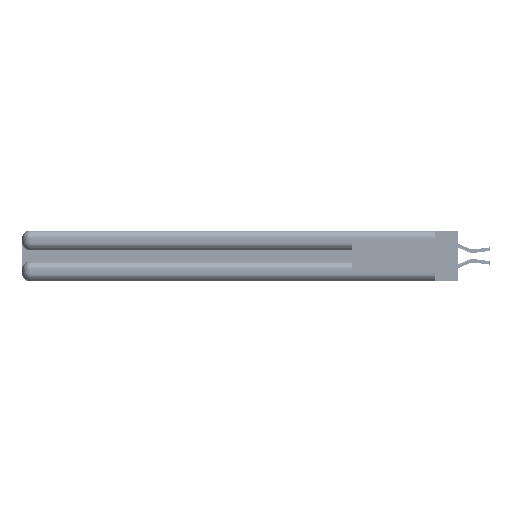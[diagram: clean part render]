
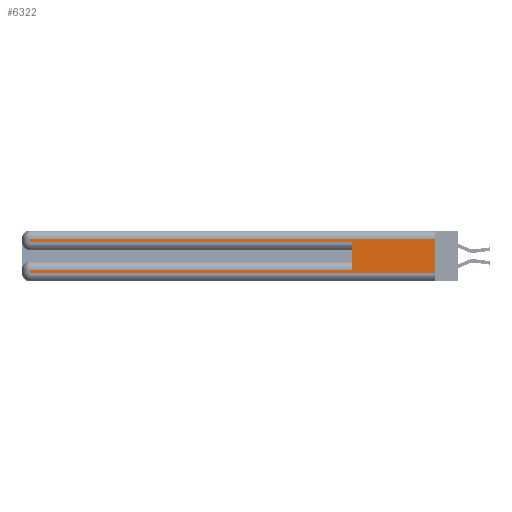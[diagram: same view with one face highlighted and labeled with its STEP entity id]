
A CAD part, left-side view. The second image highlights one B-rep face of the part: STEP entity #6322.
In plain terms, the highlighted planar face has unit normal (-1, 0, 0).
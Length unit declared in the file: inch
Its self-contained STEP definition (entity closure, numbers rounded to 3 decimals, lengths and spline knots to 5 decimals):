
#73 = VERTEX_POINT ( 'NONE', #19600 ) ;
#868 = EDGE_CURVE ( 'NONE', #38525, #7209, #21391, .T. ) ;
#1085 = CARTESIAN_POINT ( 'NONE',  ( 0., 2.94, 0.085 ) ) ;
#1291 = ORIENTED_EDGE ( 'NONE', *, *, #868, .T. ) ;
#1676 = EDGE_CURVE ( 'NONE', #32898, #11587, #42365, .T. ) ;
#2209 = VECTOR ( 'NONE', #36913, 39.37008 ) ;
#3170 = CARTESIAN_POINT ( 'NONE',  ( 0., 0., 0.31 ) ) ;
#4705 = CARTESIAN_POINT ( 'NONE',  ( 0., 2.94, 0.37 ) ) ;
#6322 = ADVANCED_FACE ( 'NONE', ( #35005 ), #9249, .F. ) ;
#7150 = ORIENTED_EDGE ( 'NONE', *, *, #32339, .T. ) ;
#7209 = VERTEX_POINT ( 'NONE', #37725 ) ;
#8008 = CARTESIAN_POINT ( 'NONE',  ( 0., 2.94, 0.31 ) ) ;
#8086 = LINE ( 'NONE', #13698, #25043 ) ;
#8380 = LINE ( 'NONE', #4705, #26377 ) ;
#9249 = PLANE ( 'NONE',  #19286 ) ;
#9871 = CARTESIAN_POINT ( 'NONE',  ( 0., 0., 0.06 ) ) ;
#10172 = LINE ( 'NONE', #11785, #27093 ) ;
#10904 = LINE ( 'NONE', #14665, #37887 ) ;
#10926 = ORIENTED_EDGE ( 'NONE', *, *, #36951, .T. ) ;
#11587 = VERTEX_POINT ( 'NONE', #16004 ) ;
#11785 = CARTESIAN_POINT ( 'NONE',  ( 0., 0., 0.085 ) ) ;
#12674 = CARTESIAN_POINT ( 'NONE',  ( 0., 0., 0.37 ) ) ;
#13028 = EDGE_CURVE ( 'NONE', #14595, #23886, #22725, .T. ) ;
#13698 = CARTESIAN_POINT ( 'NONE',  ( 0., 0., 0.285 ) ) ;
#13910 = CARTESIAN_POINT ( 'NONE',  ( 0., 2.94, 0.06 ) ) ;
#14595 = VERTEX_POINT ( 'NONE', #42315 ) ;
#14665 = CARTESIAN_POINT ( 'NONE',  ( 0., 2.94, 0.37 ) ) ;
#15217 = DIRECTION ( 'NONE',  ( 0., 1., 0. ) ) ;
#15589 = CARTESIAN_POINT ( 'NONE',  ( 0., 0.6, 0.145 ) ) ;
#16004 = CARTESIAN_POINT ( 'NONE',  ( 0., 0.6, 0.285 ) ) ;
#16095 = DIRECTION ( 'NONE',  ( 0., 0., -1. ) ) ;
#16657 = VECTOR ( 'NONE', #36508, 39.37008 ) ;
#16786 = ORIENTED_EDGE ( 'NONE', *, *, #1676, .F. ) ;
#17794 = EDGE_CURVE ( 'NONE', #14595, #7209, #25617, .T. ) ;
#19011 = DIRECTION ( 'NONE',  ( 0., 0., 1. ) ) ;
#19286 = AXIS2_PLACEMENT_3D ( 'NONE', #12674, #36301, #16095 ) ;
#19600 = CARTESIAN_POINT ( 'NONE',  ( 0., 2.94, 0.285 ) ) ;
#21070 = EDGE_CURVE ( 'NONE', #23886, #73, #8380, .T. ) ;
#21391 = LINE ( 'NONE', #9871, #2209 ) ;
#22539 = EDGE_CURVE ( 'NONE', #40399, #38525, #10904, .T. ) ;
#22725 = LINE ( 'NONE', #3170, #38571 ) ;
#23100 = ORIENTED_EDGE ( 'NONE', *, *, #22539, .T. ) ;
#23539 = DIRECTION ( 'NONE',  ( 0., 1., 0. ) ) ;
#23886 = VERTEX_POINT ( 'NONE', #8008 ) ;
#24444 = VECTOR ( 'NONE', #19011, 39.37008 ) ;
#24912 = ORIENTED_EDGE ( 'NONE', *, *, #17794, .F. ) ;
#25043 = VECTOR ( 'NONE', #40671, 39.37008 ) ;
#25617 = LINE ( 'NONE', #26314, #16657 ) ;
#26314 = CARTESIAN_POINT ( 'NONE',  ( 0., 0., 0.37 ) ) ;
#26377 = VECTOR ( 'NONE', #31815, 39.37008 ) ;
#27093 = VECTOR ( 'NONE', #15217, 39.37008 ) ;
#31815 = DIRECTION ( 'NONE',  ( 0., 0., -1. ) ) ;
#32339 = EDGE_CURVE ( 'NONE', #73, #11587, #8086, .T. ) ;
#32898 = VERTEX_POINT ( 'NONE', #36691 ) ;
#34876 = DIRECTION ( 'NONE',  ( 0., 0., -1. ) ) ;
#35005 = FACE_OUTER_BOUND ( 'NONE', #42644, .T. ) ;
#36301 = DIRECTION ( 'NONE',  ( 1., 0., 0. ) ) ;
#36508 = DIRECTION ( 'NONE',  ( 0., 0., -1. ) ) ;
#36691 = CARTESIAN_POINT ( 'NONE',  ( 0., 0.6, 0.085 ) ) ;
#36913 = DIRECTION ( 'NONE',  ( 0., -1., 0. ) ) ;
#36951 = EDGE_CURVE ( 'NONE', #32898, #40399, #10172, .T. ) ;
#37250 = ORIENTED_EDGE ( 'NONE', *, *, #13028, .T. ) ;
#37605 = ORIENTED_EDGE ( 'NONE', *, *, #21070, .T. ) ;
#37725 = CARTESIAN_POINT ( 'NONE',  ( 0., 0., 0.06 ) ) ;
#37887 = VECTOR ( 'NONE', #34876, 39.37008 ) ;
#38525 = VERTEX_POINT ( 'NONE', #13910 ) ;
#38571 = VECTOR ( 'NONE', #23539, 39.37008 ) ;
#40399 = VERTEX_POINT ( 'NONE', #1085 ) ;
#40671 = DIRECTION ( 'NONE',  ( 0., -1., 0. ) ) ;
#42315 = CARTESIAN_POINT ( 'NONE',  ( 0., 0., 0.31 ) ) ;
#42365 = LINE ( 'NONE', #15589, #24444 ) ;
#42644 = EDGE_LOOP ( 'NONE', ( #24912, #37250, #37605, #7150, #16786, #10926, #23100, #1291 ) ) ;
